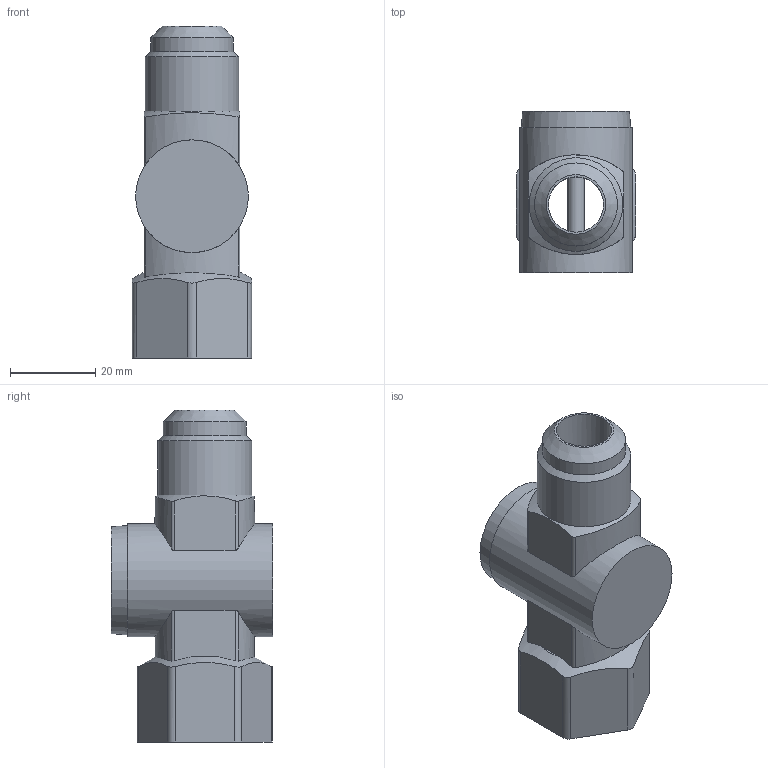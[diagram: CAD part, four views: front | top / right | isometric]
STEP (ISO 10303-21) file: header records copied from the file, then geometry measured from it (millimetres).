
FILE_DESCRIPTION(/* description */ (''),/* implementation_level */ '2;1');
FILE_NAME(/* name */ '014L0174R.stp',/* time_stamp */ '2022-08-31T14:57:14+03:00',/* author */ ('U403152'),/* organization */ (''),/* preprocessor_version */ 'ST-DEVELOPER v18.1',/* originating_system */ 'Autodesk Inventor 2020',/* authorisation */ '');
FILE_SCHEMA (('AUTOMOTIVE_DESIGN { 1 0 10303 214 3 1 1 }'));
Length unit declared in the file: millimetre
Products named in the file (1): Part1
Bounding box: 28 x 38 x 78 mm (x, y, z)
Volume: 29640.2 mm3; surface area: 13655.3 mm2
Topology: 1 solids, 19 shells, 404 faces, 1118 edges, 748 vertices
Faces by surface type: plane 220, bspline 145, cylinder 29, cone 10
Full cylindrical faces by diameter (mm): 4 x1, 13 x1, 15.6 x1, 16 x2, 19.5 x1, 20 x2, 20.4 x1, 22 x1, 26.5 x1
Entity records: 24248 total; most frequent: CARTESIAN_POINT 14357, ORIENTED_EDGE 2236, DIRECTION 1392, EDGE_CURVE 1118, VERTEX_POINT 748, LINE 682, VECTOR 682, EDGE_LOOP 464
